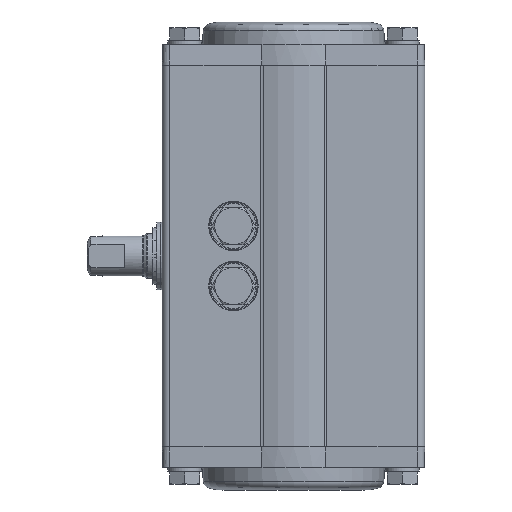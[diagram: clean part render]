
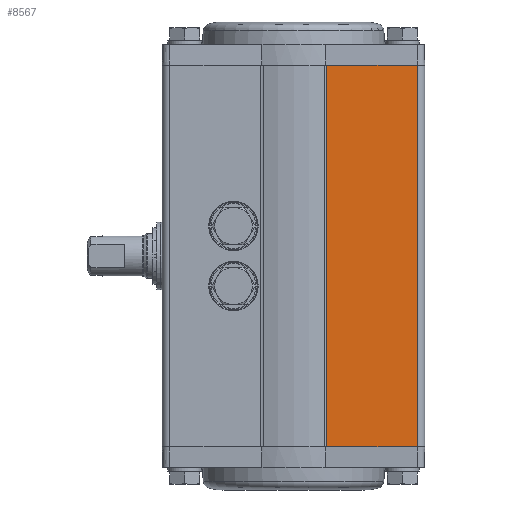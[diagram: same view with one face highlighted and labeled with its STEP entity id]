
A CAD part, left-side view. The second image highlights one B-rep face of the part: STEP entity #8567.
In plain terms, the highlighted planar face has unit normal (-1, 0, 0).
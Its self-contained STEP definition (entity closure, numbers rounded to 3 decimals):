
#611=LINE('',#13041,#1150);
#621=LINE('',#13101,#1160);
#669=LINE('',#13267,#1208);
#670=LINE('',#13268,#1209);
#1150=VECTOR('',#10322,1000.);
#1160=VECTOR('',#10366,1000.);
#1208=VECTOR('',#10478,1000.);
#1209=VECTOR('',#10479,1000.);
#1822=ORIENTED_EDGE('',*,*,#4158,.T.);
#1823=ORIENTED_EDGE('',*,*,#4254,.F.);
#1824=ORIENTED_EDGE('',*,*,#4182,.F.);
#1825=ORIENTED_EDGE('',*,*,#4255,.T.);
#4158=EDGE_CURVE('',#5364,#5380,#611,.T.);
#4182=EDGE_CURVE('',#5394,#5402,#621,.T.);
#4254=EDGE_CURVE('',#5402,#5380,#669,.T.);
#4255=EDGE_CURVE('',#5394,#5364,#670,.T.);
#5364=VERTEX_POINT('',#12981);
#5380=VERTEX_POINT('',#13040);
#5394=VERTEX_POINT('',#13078);
#5402=VERTEX_POINT('',#13102);
#6668=EDGE_LOOP('',(#1822,#1823,#1824,#1825));
#7461=FACE_BOUND('',#6668,.T.);
#8253=PLANE('',#9264);
#8567=ADVANCED_FACE('',(#7461),#8253,.F.);
#9264=AXIS2_PLACEMENT_3D('',#13266,#10476,#10477);
#10322=DIRECTION('',(0.,-1.,0.));
#10366=DIRECTION('',(0.,-1.,0.));
#10476=DIRECTION('',(1.,0.,0.));
#10477=DIRECTION('',(0.,0.,-1.));
#10478=DIRECTION('',(0.,0.,-1.));
#10479=DIRECTION('',(0.,0.,-1.));
#12981=CARTESIAN_POINT('',(-23.,-8.789,-50.85));
#13040=CARTESIAN_POINT('',(-23.,-33.,-50.85));
#13041=CARTESIAN_POINT('',(-23.,35.,-50.85));
#13078=CARTESIAN_POINT('',(-23.,-8.789,50.85));
#13101=CARTESIAN_POINT('',(-23.,35.,50.85));
#13102=CARTESIAN_POINT('',(-23.,-33.,50.85));
#13266=CARTESIAN_POINT('',(-23.,-8.789,50.85));
#13267=CARTESIAN_POINT('',(-23.,-33.,60.));
#13268=CARTESIAN_POINT('',(-23.,-8.789,50.85));
